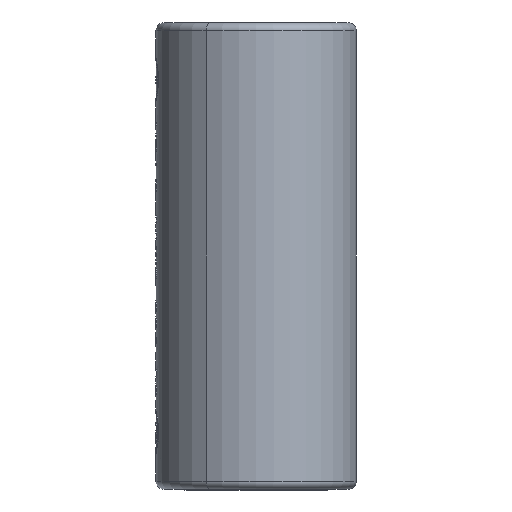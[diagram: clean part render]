
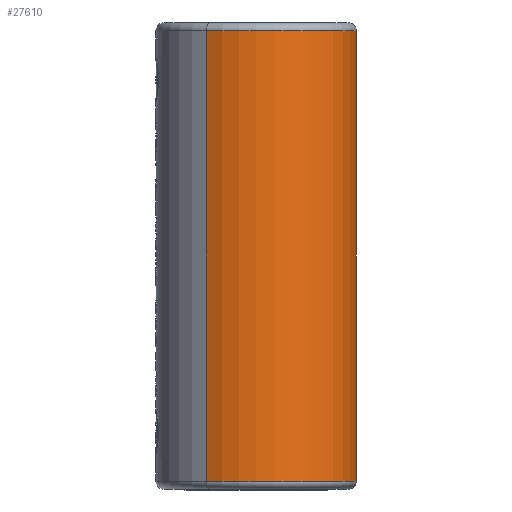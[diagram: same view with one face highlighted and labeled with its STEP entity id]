
A CAD part, front view. The second image highlights one B-rep face of the part: STEP entity #27610.
In plain terms, the highlighted cylindrical face has radius 6.25 mm (diameter 12.5 mm), a partial arc.
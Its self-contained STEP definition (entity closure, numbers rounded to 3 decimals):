
#2409=CARTESIAN_POINT('',(0.,0.,14.05));
#2410=DIRECTION('',(0.,0.,1.));
#2411=DIRECTION('',(-0.5,-0.866,0.));
#2412=AXIS2_PLACEMENT_3D('',#2409,#2410,#2411);
#2414=CARTESIAN_POINT('',(0.,0.,-14.05));
#2415=DIRECTION('',(0.,0.,-1.));
#2416=DIRECTION('',(0.5,0.866,0.));
#2417=AXIS2_PLACEMENT_3D('',#2414,#2415,#2416);
#2419=DIRECTION('',(0.,0.,1.));
#2420=VECTOR('',#2419,28.1);
#2421=CARTESIAN_POINT('',(-3.125,-5.413,-14.05));
#2422=LINE('',#2421,#2420);
#2433=DIRECTION('',(0.,0.,1.));
#2434=VECTOR('',#2433,28.1);
#2435=CARTESIAN_POINT('',(3.125,5.413,-14.05));
#2436=LINE('',#2435,#2434);
#22479=CARTESIAN_POINT('',(3.125,5.413,14.05));
#22480=CARTESIAN_POINT('',(-3.125,-5.413,14.05));
#22481=VERTEX_POINT('',#22479);
#22482=VERTEX_POINT('',#22480);
#22487=CARTESIAN_POINT('',(-3.125,-5.413,-14.05));
#22488=CARTESIAN_POINT('',(3.125,5.413,-14.05));
#22489=VERTEX_POINT('',#22487);
#22490=VERTEX_POINT('',#22488);
#27596=CARTESIAN_POINT('',(0.,0.,-14.55));
#27597=DIRECTION('',(0.,0.,1.));
#27598=DIRECTION('',(-0.5,-0.866,0.));
#27599=AXIS2_PLACEMENT_3D('',#27596,#27597,#27598);
#27600=CYLINDRICAL_SURFACE('',#27599,6.25);
#27601=ORIENTED_EDGE('',*,*,#27590,.T.);
#27603=ORIENTED_EDGE('',*,*,#27602,.F.);
#27605=ORIENTED_EDGE('',*,*,#27604,.T.);
#27607=ORIENTED_EDGE('',*,*,#27606,.T.);
#27608=EDGE_LOOP('',(#27601,#27603,#27605,#27607));
#27609=FACE_OUTER_BOUND('',#27608,.F.);
#27610=ADVANCED_FACE('',(#27609),#27600,.T.);
#2413=CIRCLE('',#2412,6.25);
#2418=CIRCLE('',#2417,6.25);
#27590=EDGE_CURVE('',#22482,#22481,#2413,.T.);
#27602=EDGE_CURVE('',#22490,#22481,#2436,.T.);
#27604=EDGE_CURVE('',#22490,#22489,#2418,.T.);
#27606=EDGE_CURVE('',#22489,#22482,#2422,.T.);
